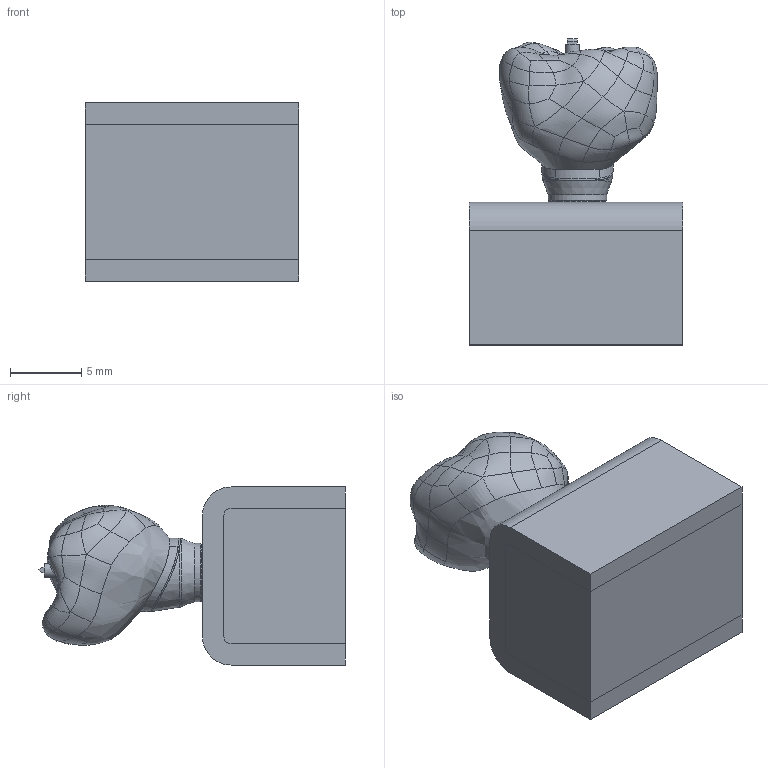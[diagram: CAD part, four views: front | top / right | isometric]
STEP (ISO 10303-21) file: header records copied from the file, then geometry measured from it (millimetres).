
FILE_DESCRIPTION( ( 'STEP Version 214' ), '1' );
FILE_NAME( ' ', '10/30/12 20:04:57', ( 'Marco' ), ( ' ' ), 'PSStep 14.0', 'DesignModeler STEP Output', ' ' );
FILE_SCHEMA( ( 'AUTOMOTIVE_DESIGN { 1 0 10303 214 1 1 1 1 }' ) );
Length unit declared in the file: metre
Products named in the file (7): implante corpo único; oclusal; cimento; ceramic; infra estrutura; osso medular; osso cortical
Bounding box: 15 x 21.48 x 12.5 mm (x, y, z)
Volume: 2460.2 mm3; surface area: 2897.4 mm2
Topology: 7 solids, 7 shells, 729 faces, 1710 edges, 996 vertices
Faces by surface type: bspline 575, plane 64, cylinder 49, cone 25, torus 10, sphere 6
Full cylindrical faces by diameter (mm): 0.988 x1, 4 x5, 4.1 x1
Entity records: 251778 total; most frequent: CARTESIAN_POINT 240098, ORIENTED_EDGE 3324, EDGE_CURVE 1662, B_SPLINE_CURVE_WITH_KNOTS 1394, VERTEX_POINT 970, EDGE_LOOP 740, FACE_OUTER_BOUND 730, ADVANCED_FACE 722
